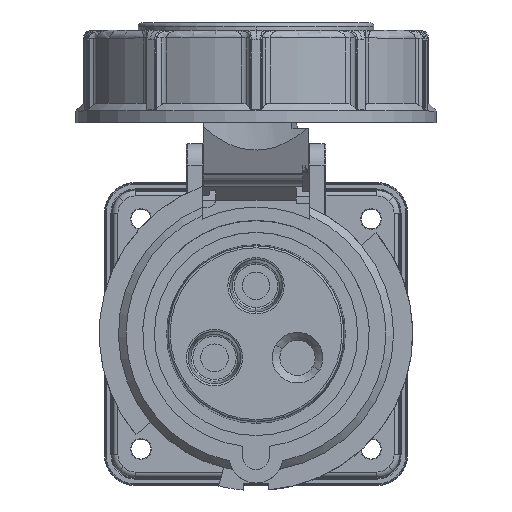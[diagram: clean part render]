
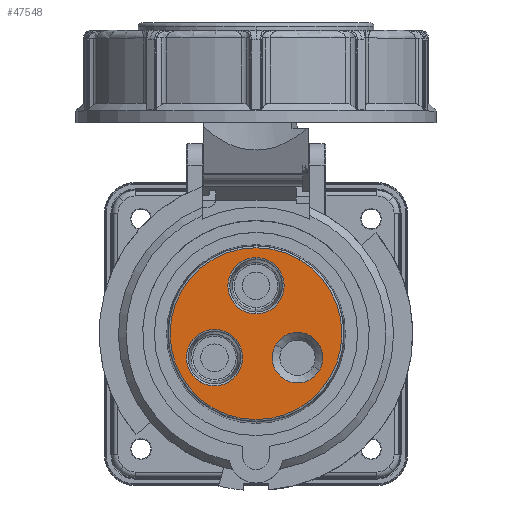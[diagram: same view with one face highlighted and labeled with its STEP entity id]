
A CAD part, top view. The second image highlights one B-rep face of the part: STEP entity #47548.
In plain terms, the highlighted planar face has unit normal (0, 0, 1).
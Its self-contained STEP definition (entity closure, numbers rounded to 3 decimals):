
#180 = EDGE_CURVE ( 'NONE', #54085, #19238, #32084, .T. ) ;
#447 = CARTESIAN_POINT ( 'NONE',  ( -10.825, -6.25, 41.5 ) ) ;
#580 = ORIENTED_EDGE ( 'NONE', *, *, #8286, .T. ) ;
#816 = AXIS2_PLACEMENT_3D ( 'NONE', #13811, #27415, #40151 ) ;
#1243 = CARTESIAN_POINT ( 'NONE',  ( 0., 19.845, 41.5 ) ) ;
#2494 = ORIENTED_EDGE ( 'NONE', *, *, #35306, .F. ) ;
#2594 = CARTESIAN_POINT ( 'NONE',  ( 3.7, -2.136, 41.5 ) ) ;
#3749 = FACE_BOUND ( 'NONE', #56055, .T. ) ;
#4568 = DIRECTION ( 'NONE',  ( -0.866, -0.5, 0. ) ) ;
#5354 = ORIENTED_EDGE ( 'NONE', *, *, #46502, .F. ) ;
#5366 = EDGE_CURVE ( 'NONE', #49385, #16274, #23499, .T. ) ;
#6117 = CARTESIAN_POINT ( 'NONE',  ( -14.498, -12.611, 41.5 ) ) ;
#6124 = CARTESIAN_POINT ( 'NONE',  ( 16.541, -9.55, 41.5 ) ) ;
#7028 = PLANE ( 'NONE',  #45520 ) ;
#7160 = CARTESIAN_POINT ( 'NONE',  ( 10.825, -6.25, 41.5 ) ) ;
#7649 = AXIS2_PLACEMENT_3D ( 'NONE', #14992, #50499, #33045 ) ;
#7885 = CIRCLE ( 'NONE', #9793, 7.345 ) ;
#8286 = EDGE_CURVE ( 'NONE', #16274, #49385, #29685, .T. ) ;
#8416 = DIRECTION ( 'NONE',  ( 0., 0., 1. ) ) ;
#9793 = AXIS2_PLACEMENT_3D ( 'NONE', #447, #8416, #4568 ) ;
#10664 = ORIENTED_EDGE ( 'NONE', *, *, #39246, .F. ) ;
#12013 = EDGE_LOOP ( 'NONE', ( #31805, #30127 ) ) ;
#13773 = VERTEX_POINT ( 'NONE', #6117 ) ;
#13811 = CARTESIAN_POINT ( 'NONE',  ( 0., 12.5, 41.5 ) ) ;
#14623 = DIRECTION ( 'NONE',  ( 0., 0., 1. ) ) ;
#14992 = CARTESIAN_POINT ( 'NONE',  ( -10.825, -6.25, 41.5 ) ) ;
#15390 = ORIENTED_EDGE ( 'NONE', *, *, #5366, .T. ) ;
#15508 = CARTESIAN_POINT ( 'NONE',  ( 10.825, -6.25, 41.5 ) ) ;
#16274 = VERTEX_POINT ( 'NONE', #6124 ) ;
#17702 = CARTESIAN_POINT ( 'NONE',  ( 0., 0., 41.5 ) ) ;
#17781 = CARTESIAN_POINT ( 'NONE',  ( 0., 0., 41.5 ) ) ;
#18763 = DIRECTION ( 'NONE',  ( 0., -1., 0. ) ) ;
#19186 = EDGE_LOOP ( 'NONE', ( #10664, #28051 ) ) ;
#19238 = VERTEX_POINT ( 'NONE', #51835 ) ;
#19322 = AXIS2_PLACEMENT_3D ( 'NONE', #17781, #48846, #26371 ) ;
#20263 = AXIS2_PLACEMENT_3D ( 'NONE', #7160, #21624, #25191 ) ;
#20621 = DIRECTION ( 'NONE',  ( 0., 0., -1. ) ) ;
#21624 = DIRECTION ( 'NONE',  ( 0., 0., -1. ) ) ;
#21900 = AXIS2_PLACEMENT_3D ( 'NONE', #32959, #14623, #18763 ) ;
#23499 = CIRCLE ( 'NONE', #38616, 6.6 ) ;
#24762 = VERTEX_POINT ( 'NONE', #35352 ) ;
#25045 = EDGE_LOOP ( 'NONE', ( #580, #15390 ) ) ;
#25191 = DIRECTION ( 'NONE',  ( 0.866, -0.5, 0. ) ) ;
#26371 = DIRECTION ( 'NONE',  ( -0.866, 0.5, 0. ) ) ;
#27415 = DIRECTION ( 'NONE',  ( 0., 0., 1. ) ) ;
#27464 = DIRECTION ( 'NONE',  ( -0.866, 0.5, 0. ) ) ;
#28051 = ORIENTED_EDGE ( 'NONE', *, *, #31397, .F. ) ;
#28121 = CARTESIAN_POINT ( 'NONE',  ( -7.153, 0.111, 41.5 ) ) ;
#28604 = CARTESIAN_POINT ( 'NONE',  ( 11.202, 19.403, 41.5 ) ) ;
#29106 = DIRECTION ( 'NONE',  ( 0., 0., -1. ) ) ;
#29685 = CIRCLE ( 'NONE', #20263, 6.6 ) ;
#30127 = ORIENTED_EDGE ( 'NONE', *, *, #180, .F. ) ;
#31397 = EDGE_CURVE ( 'NONE', #34590, #24762, #37029, .T. ) ;
#31805 = ORIENTED_EDGE ( 'NONE', *, *, #34531, .F. ) ;
#32084 = CIRCLE ( 'NONE', #57609, 22.404 ) ;
#32959 = CARTESIAN_POINT ( 'NONE',  ( 0., 12.5, 41.5 ) ) ;
#33045 = DIRECTION ( 'NONE',  ( -0.866, -0.5, 0. ) ) ;
#34218 = FACE_BOUND ( 'NONE', #19186, .T. ) ;
#34531 = EDGE_CURVE ( 'NONE', #19238, #54085, #55079, .T. ) ;
#34590 = VERTEX_POINT ( 'NONE', #1243 ) ;
#35306 = EDGE_CURVE ( 'NONE', #13773, #49907, #7885, .T. ) ;
#35352 = CARTESIAN_POINT ( 'NONE',  ( 0., 5.155, 41.5 ) ) ;
#37029 = CIRCLE ( 'NONE', #21900, 7.345 ) ;
#38616 = AXIS2_PLACEMENT_3D ( 'NONE', #15508, #29106, #47165 ) ;
#38662 = FACE_OUTER_BOUND ( 'NONE', #12013, .T. ) ;
#39246 = EDGE_CURVE ( 'NONE', #24762, #34590, #52711, .T. ) ;
#40113 = DIRECTION ( 'NONE',  ( 0., -1., 0. ) ) ;
#40151 = DIRECTION ( 'NONE',  ( 0., -1., 0. ) ) ;
#41681 = CIRCLE ( 'NONE', #7649, 7.345 ) ;
#45514 = DIRECTION ( 'NONE',  ( 0., 0., -1. ) ) ;
#45520 = AXIS2_PLACEMENT_3D ( 'NONE', #2594, #20621, #40113 ) ;
#46502 = EDGE_CURVE ( 'NONE', #49907, #13773, #41681, .T. ) ;
#47165 = DIRECTION ( 'NONE',  ( 0.866, -0.5, 0. ) ) ;
#47548 = ADVANCED_FACE ( 'NONE', ( #38662, #34218, #3749, #57868 ), #7028, .F. ) ;
#48846 = DIRECTION ( 'NONE',  ( 0., 0., -1. ) ) ;
#49385 = VERTEX_POINT ( 'NONE', #50081 ) ;
#49907 = VERTEX_POINT ( 'NONE', #28121 ) ;
#50081 = CARTESIAN_POINT ( 'NONE',  ( 5.11, -2.95, 41.5 ) ) ;
#50499 = DIRECTION ( 'NONE',  ( 0., 0., 1. ) ) ;
#51835 = CARTESIAN_POINT ( 'NONE',  ( -11.202, -19.403, 41.5 ) ) ;
#52711 = CIRCLE ( 'NONE', #816, 7.345 ) ;
#54085 = VERTEX_POINT ( 'NONE', #28604 ) ;
#55079 = CIRCLE ( 'NONE', #19322, 22.404 ) ;
#56055 = EDGE_LOOP ( 'NONE', ( #5354, #2494 ) ) ;
#57609 = AXIS2_PLACEMENT_3D ( 'NONE', #17702, #45514, #27464 ) ;
#57868 = FACE_BOUND ( 'NONE', #25045, .T. ) ;
